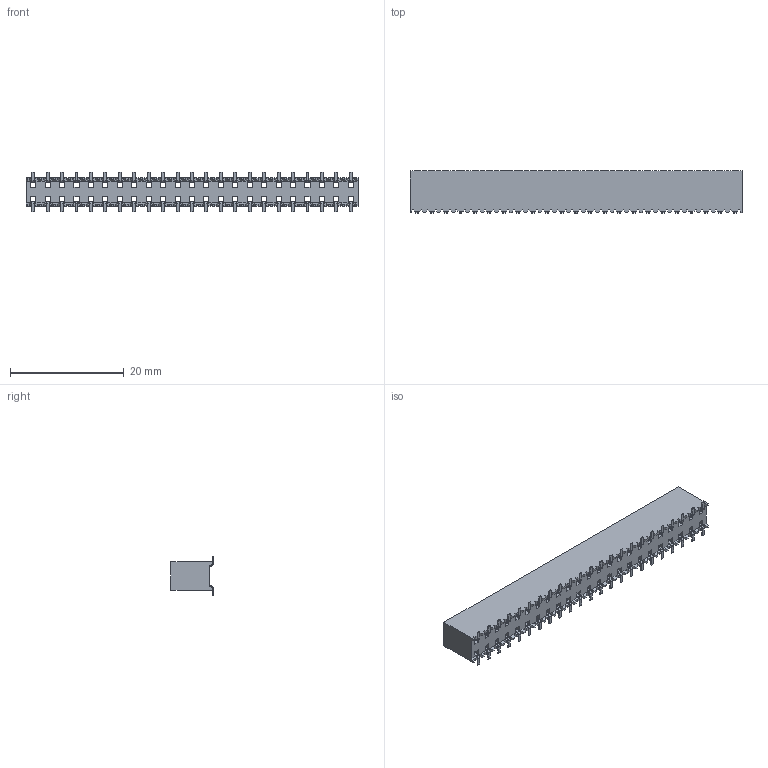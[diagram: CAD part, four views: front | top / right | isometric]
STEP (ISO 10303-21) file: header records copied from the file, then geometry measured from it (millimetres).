
FILE_DESCRIPTION(/* description */ ('STEP AP214'),/* implementation_level */ '2;1');
FILE_NAME(/* name */ 'SSM-123-L-DV',/* time_stamp */ '2023-03-22T14:09:28+01:00',/* author */ ('License CC BY-ND 4.0'),/* organization */ ('CADENAS'),/* preprocessor_version */ 'ST-DEVELOPER v19.3',/* originating_system */ 'PARTsolutions',/* authorisation */ ' ');
FILE_SCHEMA (('AUTOMOTIVE_DESIGN {1 0 10303 214 3 1 1}'));
Length unit declared in the file: inch
Products named in the file (3): SSM-123-L-DV; C-137-0123; SSM-123-L-DV_body
Assembly tree (2 placements, depth 2):
  SSM-123-L-DV
    C-137-0123
    SSM-123-L-DV_body
Bounding box: 58.42 x 7.42 x 7.04 mm (x, y, z)
Volume: 1789.8 mm3; surface area: 3095.1 mm2
Topology: 2 solids, 2 shells, 1109 faces, 3312 edges, 2208 vertices
Faces by surface type: plane 1017, cylinder 92
Entity records: 37016 total; most frequent: CARTESIAN_POINT 6632, ORIENTED_EDGE 6624, DIRECTION 5720, EDGE_CURVE 3312, LINE 3128, VECTOR 3128, VERTEX_POINT 2208, AXIS2_PLACEMENT_3D 1296
